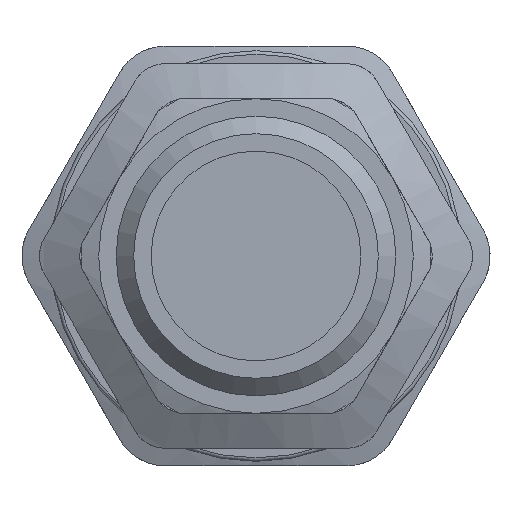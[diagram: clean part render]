
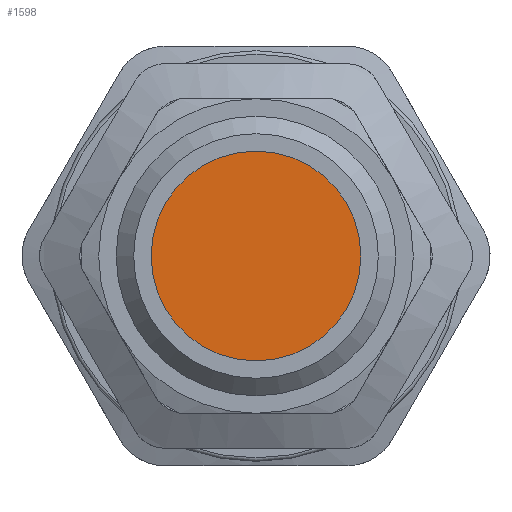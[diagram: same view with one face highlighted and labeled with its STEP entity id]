
A CAD part, front view. The second image highlights one B-rep face of the part: STEP entity #1598.
In plain terms, the highlighted planar face has unit normal (0, -1, 0).
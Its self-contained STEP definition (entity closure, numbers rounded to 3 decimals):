
#331=FACE_OUTER_BOUND('',#427,.T.);
#427=EDGE_LOOP('',(#991));
#532=CIRCLE('',#1721,6.);
#599=VERTEX_POINT('',#2297);
#753=EDGE_CURVE('',#599,#599,#532,.T.);
#991=ORIENTED_EDGE('',*,*,#753,.T.);
#1460=PLANE('',#1720);
#1598=ADVANCED_FACE('',(#331),#1460,.F.);
#1720=AXIS2_PLACEMENT_3D('',#2296,#1891,#1892);
#1721=AXIS2_PLACEMENT_3D('',#2298,#1893,#1894);
#1891=DIRECTION('center_axis',(0.,1.,0.));
#1892=DIRECTION('ref_axis',(0.,0.,1.));
#1893=DIRECTION('center_axis',(0.,-1.,0.));
#1894=DIRECTION('ref_axis',(-1.,0.,0.));
#2296=CARTESIAN_POINT('Origin',(0.705,2.467,0.679));
#2297=CARTESIAN_POINT('',(6.705,2.467,0.679));
#2298=CARTESIAN_POINT('Origin',(0.705,2.467,0.679));
